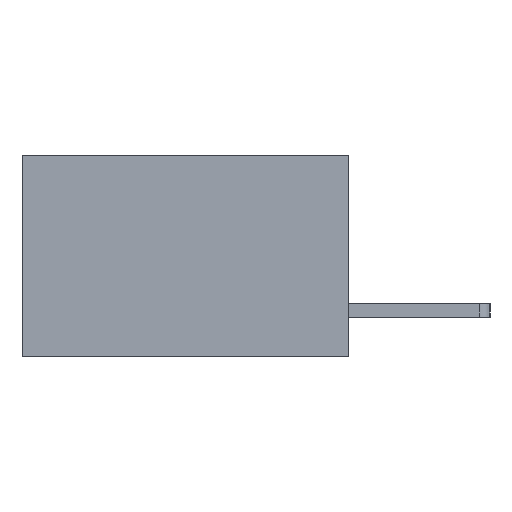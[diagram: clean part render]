
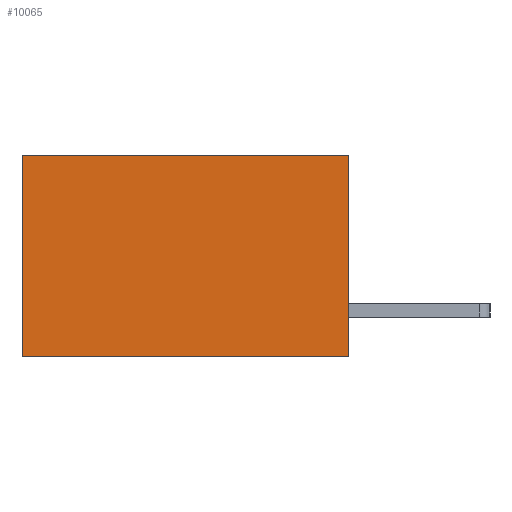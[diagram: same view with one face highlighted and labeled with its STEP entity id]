
A CAD part, left-side view. The second image highlights one B-rep face of the part: STEP entity #10065.
In plain terms, the highlighted planar face has unit normal (-1, 0, 0).
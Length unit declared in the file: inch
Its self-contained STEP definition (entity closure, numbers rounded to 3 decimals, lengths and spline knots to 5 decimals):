
#163 = EDGE_CURVE ( 'NONE', #617, #5004, #3958, .T. ) ;
#301 = ORIENTED_EDGE ( 'NONE', *, *, #163, .F. ) ;
#617 = VERTEX_POINT ( 'NONE', #2858 ) ;
#1040 = ORIENTED_EDGE ( 'NONE', *, *, #3381, .F. ) ;
#1309 = EDGE_LOOP ( 'NONE', ( #4617, #301, #1040, #3907 ) ) ;
#1602 = CARTESIAN_POINT ( 'NONE',  ( 0.2615, 0., -0.37 ) ) ;
#1646 = CARTESIAN_POINT ( 'NONE',  ( 0.2615, 0., -0.37 ) ) ;
#1929 = AXIS2_PLACEMENT_3D ( 'NONE', #1646, #2454, #8125 ) ;
#1995 = LINE ( 'NONE', #8931, #6171 ) ;
#2433 = CARTESIAN_POINT ( 'NONE',  ( 0.2615, 0., 0. ) ) ;
#2440 = EDGE_CURVE ( 'NONE', #3350, #8768, #6891, .T. ) ;
#2454 = DIRECTION ( 'NONE',  ( 1., 0., 0. ) ) ;
#2858 = CARTESIAN_POINT ( 'NONE',  ( 0.2615, 0., -0.37 ) ) ;
#3066 = DIRECTION ( 'NONE',  ( 0., 1., 0. ) ) ;
#3350 = VERTEX_POINT ( 'NONE', #6887 ) ;
#3381 = EDGE_CURVE ( 'NONE', #3350, #617, #6761, .T. ) ;
#3717 = VECTOR ( 'NONE', #3066, 39.37008 ) ;
#3907 = ORIENTED_EDGE ( 'NONE', *, *, #2440, .T. ) ;
#3958 = LINE ( 'NONE', #1602, #3717 ) ;
#4609 = DIRECTION ( 'NONE',  ( 0., 1., 0. ) ) ;
#4617 = ORIENTED_EDGE ( 'NONE', *, *, #10105, .T. ) ;
#4935 = FACE_OUTER_BOUND ( 'NONE', #1309, .T. ) ;
#5004 = VERTEX_POINT ( 'NONE', #10406 ) ;
#6171 = VECTOR ( 'NONE', #9670, 39.37008 ) ;
#6509 = VECTOR ( 'NONE', #7212, 39.37008 ) ;
#6602 = PLANE ( 'NONE',  #1929 ) ;
#6761 = LINE ( 'NONE', #7990, #6509 ) ;
#6887 = CARTESIAN_POINT ( 'NONE',  ( 0.2615, 0., 0. ) ) ;
#6891 = LINE ( 'NONE', #2433, #8884 ) ;
#7212 = DIRECTION ( 'NONE',  ( 0., 0., -1. ) ) ;
#7990 = CARTESIAN_POINT ( 'NONE',  ( 0.2615, 0., -0.37 ) ) ;
#8125 = DIRECTION ( 'NONE',  ( 0., 0., -1. ) ) ;
#8768 = VERTEX_POINT ( 'NONE', #9439 ) ;
#8884 = VECTOR ( 'NONE', #4609, 39.37008 ) ;
#8931 = CARTESIAN_POINT ( 'NONE',  ( 0.2615, 0.6, -0.37 ) ) ;
#9439 = CARTESIAN_POINT ( 'NONE',  ( 0.2615, 0.6, 0. ) ) ;
#9670 = DIRECTION ( 'NONE',  ( 0., 0., -1. ) ) ;
#10065 = ADVANCED_FACE ( 'NONE', ( #4935 ), #6602, .F. ) ;
#10105 = EDGE_CURVE ( 'NONE', #8768, #5004, #1995, .T. ) ;
#10406 = CARTESIAN_POINT ( 'NONE',  ( 0.2615, 0.6, -0.37 ) ) ;
